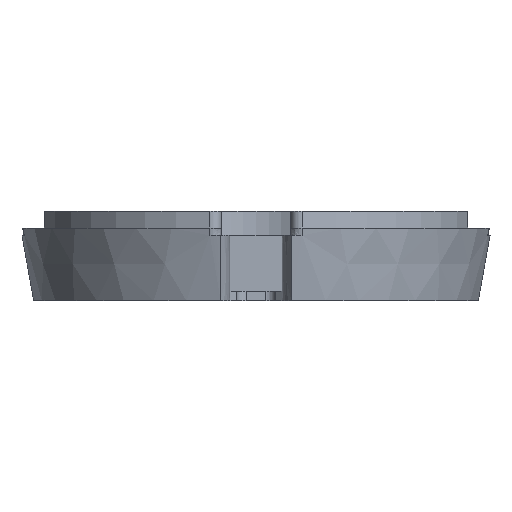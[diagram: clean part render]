
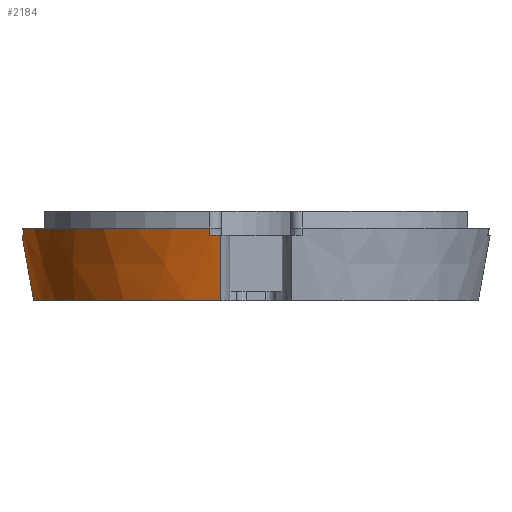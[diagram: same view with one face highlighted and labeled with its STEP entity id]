
A CAD part, left-side view. The second image highlights one B-rep face of the part: STEP entity #2184.
In plain terms, the highlighted conical face has half-angle 10 degrees and reference radius 25.492 mm.
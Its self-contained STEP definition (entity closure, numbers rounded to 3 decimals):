
#34=CONICAL_SURFACE('',#2359,25.492,0.175);
#67=B_SPLINE_CURVE_WITH_KNOTS('',3,(#3621,#3622,#3623,#3624),
 .UNSPECIFIED.,.F.,.F.,(4,4),(-0.002,0.709),
 .UNSPECIFIED.);
#80=B_SPLINE_CURVE_WITH_KNOTS('',3,(#4099,#4100,#4101,#4102),
 .UNSPECIFIED.,.F.,.F.,(4,4),(-0.348,-0.267),
 .UNSPECIFIED.);
#84=B_SPLINE_CURVE_WITH_KNOTS('',3,(#4242,#4243,#4244,#4245),
 .UNSPECIFIED.,.F.,.F.,(4,4),(-0.709,0.002),
 .UNSPECIFIED.);
#85=B_SPLINE_CURVE_WITH_KNOTS('',3,(#4248,#4249,#4250,#4251),
 .UNSPECIFIED.,.F.,.F.,(4,4),(-0.894,-0.813),
 .UNSPECIFIED.);
#128=CIRCLE('',#2287,24.132);
#143=CIRCLE('',#2318,25.367);
#164=CIRCLE('',#2357,25.508);
#166=CIRCLE('',#2360,25.367);
#312=FACE_OUTER_BOUND('',#431,.T.);
#431=EDGE_LOOP('',(#1785,#1786,#1787,#1788,#1789,#1790,#1791,#1792));
#905=VERTEX_POINT('',#3310);
#906=VERTEX_POINT('',#3336);
#941=VERTEX_POINT('',#3595);
#949=VERTEX_POINT('',#3697);
#979=VERTEX_POINT('',#4098);
#986=VERTEX_POINT('',#4182);
#989=VERTEX_POINT('',#4241);
#990=VERTEX_POINT('',#4246);
#1156=EDGE_CURVE('',#906,#905,#128,.T.);
#1207=EDGE_CURVE('',#906,#941,#67,.T.);
#1218=EDGE_CURVE('',#941,#949,#143,.T.);
#1261=EDGE_CURVE('',#949,#979,#80,.T.);
#1276=EDGE_CURVE('',#986,#979,#164,.F.);
#1280=EDGE_CURVE('',#989,#905,#84,.T.);
#1281=EDGE_CURVE('',#990,#989,#166,.T.);
#1282=EDGE_CURVE('',#986,#990,#85,.T.);
#1785=ORIENTED_EDGE('',*,*,#1276,.T.);
#1786=ORIENTED_EDGE('',*,*,#1261,.F.);
#1787=ORIENTED_EDGE('',*,*,#1218,.F.);
#1788=ORIENTED_EDGE('',*,*,#1207,.F.);
#1789=ORIENTED_EDGE('',*,*,#1156,.T.);
#1790=ORIENTED_EDGE('',*,*,#1280,.F.);
#1791=ORIENTED_EDGE('',*,*,#1281,.F.);
#1792=ORIENTED_EDGE('',*,*,#1282,.F.);
#2184=ADVANCED_FACE('',(#312),#34,.T.);
#2287=AXIS2_PLACEMENT_3D('',#3337,#2602,#2603);
#2318=AXIS2_PLACEMENT_3D('',#3698,#2695,#2696);
#2357=AXIS2_PLACEMENT_3D('',#4183,#2800,#2801);
#2359=AXIS2_PLACEMENT_3D('',#4240,#2805,#2806);
#2360=AXIS2_PLACEMENT_3D('',#4247,#2807,#2808);
#2602=DIRECTION('center_axis',(0.,0.,
1.));
#2603=DIRECTION('ref_axis',(1.,0.,0.));
#2695=DIRECTION('center_axis',(0.,0.,
1.));
#2696=DIRECTION('ref_axis',(1.,0.,0.));
#2800=DIRECTION('center_axis',(0.,0.,
1.));
#2801=DIRECTION('ref_axis',(1.,0.,0.));
#2805=DIRECTION('center_axis',(0.,0.,
1.));
#2806=DIRECTION('ref_axis',(1.,0.,0.));
#2807=DIRECTION('center_axis',(0.,0.,
1.));
#2808=DIRECTION('ref_axis',(1.,0.,0.));
#3310=CARTESIAN_POINT('',(-123.308,3.791,-7.8));
#3336=CARTESIAN_POINT('',(-103.266,23.833,-7.8));
#3337=CARTESIAN_POINT('Origin',(-99.475,0.,
-7.8));
#3595=CARTESIAN_POINT('',(-103.267,25.082,-0.8));
#3621=CARTESIAN_POINT('Ctrl Pts',(-103.266,23.833,-7.8));
#3622=CARTESIAN_POINT('Ctrl Pts',(-103.266,24.249,-5.467));
#3623=CARTESIAN_POINT('Ctrl Pts',(-103.267,24.666,-3.133));
#3624=CARTESIAN_POINT('Ctrl Pts',(-103.267,25.082,-0.8));
#3697=CARTESIAN_POINT('',(-104.625,24.839,-0.8));
#3698=CARTESIAN_POINT('Origin',(-99.475,0.,
-0.8));
#4098=CARTESIAN_POINT('',(-104.624,24.983,0.));
#4099=CARTESIAN_POINT('Ctrl Pts',(-104.625,24.839,-0.8));
#4100=CARTESIAN_POINT('Ctrl Pts',(-104.625,24.887,-0.533));
#4101=CARTESIAN_POINT('Ctrl Pts',(-104.624,24.935,-0.267));
#4102=CARTESIAN_POINT('Ctrl Pts',(-104.624,24.983,0.));
#4182=CARTESIAN_POINT('',(-124.5,4.941,0.));
#4183=CARTESIAN_POINT('Origin',(-99.475,0.,
0.));
#4240=CARTESIAN_POINT('Origin',(-99.475,0.,
-0.087));
#4241=CARTESIAN_POINT('',(-124.557,3.792,-0.8));
#4242=CARTESIAN_POINT('Ctrl Pts',(-124.557,3.792,-0.8));
#4243=CARTESIAN_POINT('Ctrl Pts',(-124.141,3.792,-3.133));
#4244=CARTESIAN_POINT('Ctrl Pts',(-123.724,3.791,-5.467));
#4245=CARTESIAN_POINT('Ctrl Pts',(-123.308,3.791,-7.8));
#4246=CARTESIAN_POINT('',(-124.356,4.942,-0.8));
#4247=CARTESIAN_POINT('Origin',(-99.475,0.,
-0.8));
#4248=CARTESIAN_POINT('Ctrl Pts',(-124.5,4.941,0.));
#4249=CARTESIAN_POINT('Ctrl Pts',(-124.452,4.941,-0.267));
#4250=CARTESIAN_POINT('Ctrl Pts',(-124.404,4.942,-0.533));
#4251=CARTESIAN_POINT('Ctrl Pts',(-124.356,4.942,-0.8));
